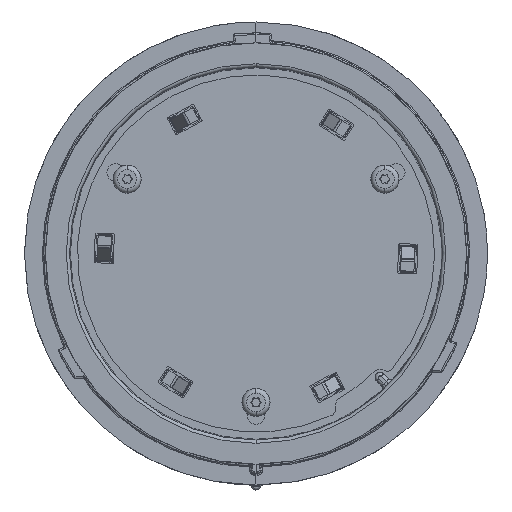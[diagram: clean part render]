
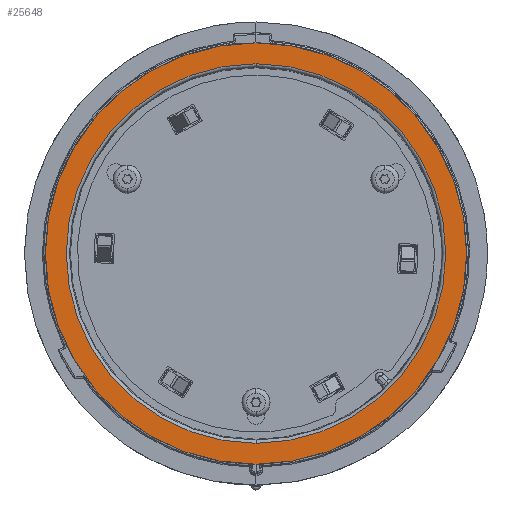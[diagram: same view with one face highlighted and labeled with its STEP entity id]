
A CAD part, front view. The second image highlights one B-rep face of the part: STEP entity #25648.
In plain terms, the highlighted planar face has unit normal (0, -1, 0).
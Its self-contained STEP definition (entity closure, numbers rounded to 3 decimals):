
#19=CARTESIAN_POINT('',(0.,0.,0.));
#20=DIRECTION('',(0.,-1.,0.));
#21=DIRECTION('',(0.,0.,1.));
#22=AXIS2_PLACEMENT_3D('',#19,#20,#21);
#24=CARTESIAN_POINT('',(0.,0.,0.));
#25=DIRECTION('',(0.,-1.,0.));
#26=DIRECTION('',(0.,0.,-1.));
#27=AXIS2_PLACEMENT_3D('',#24,#25,#26);
#29=CARTESIAN_POINT('',(0.,0.,0.));
#30=DIRECTION('',(0.,1.,0.));
#31=DIRECTION('',(0.,0.,1.));
#32=AXIS2_PLACEMENT_3D('',#29,#30,#31);
#34=CARTESIAN_POINT('',(0.,0.,0.));
#35=DIRECTION('',(0.,1.,0.));
#36=DIRECTION('',(0.,0.,-1.));
#37=AXIS2_PLACEMENT_3D('',#34,#35,#36);
#22498=CARTESIAN_POINT('',(0.,0.,31.85));
#22499=CARTESIAN_POINT('',(0.,0.,-31.85));
#22500=VERTEX_POINT('',#22498);
#22501=VERTEX_POINT('',#22499);
#22704=CARTESIAN_POINT('',(0.,0.,28.691));
#22705=CARTESIAN_POINT('',(0.,0.,-28.691));
#22706=VERTEX_POINT('',#22704);
#22707=VERTEX_POINT('',#22705);
#25633=CARTESIAN_POINT('',(0.,0.,0.));
#25634=DIRECTION('',(0.,1.,0.));
#25635=DIRECTION('',(0.,0.,-1.));
#25636=AXIS2_PLACEMENT_3D('',#25633,#25634,#25635);
#25637=PLANE('',#25636);
#25638=ORIENTED_EDGE('',*,*,#25613,.F.);
#25639=ORIENTED_EDGE('',*,*,#25627,.F.);
#25640=EDGE_LOOP('',(#25638,#25639));
#25641=FACE_OUTER_BOUND('',#25640,.F.);
#25643=ORIENTED_EDGE('',*,*,#25642,.F.);
#25645=ORIENTED_EDGE('',*,*,#25644,.F.);
#25646=EDGE_LOOP('',(#25643,#25645));
#25647=FACE_BOUND('',#25646,.F.);
#25648=ADVANCED_FACE('',(#25641,#25647),#25637,.F.);
#23=CIRCLE('',#22,31.85);
#28=CIRCLE('',#27,31.85);
#33=CIRCLE('',#32,28.691);
#38=CIRCLE('',#37,28.691);
#25613=EDGE_CURVE('',#22500,#22501,#23,.T.);
#25627=EDGE_CURVE('',#22501,#22500,#28,.T.);
#25642=EDGE_CURVE('',#22706,#22707,#33,.T.);
#25644=EDGE_CURVE('',#22707,#22706,#38,.T.);
